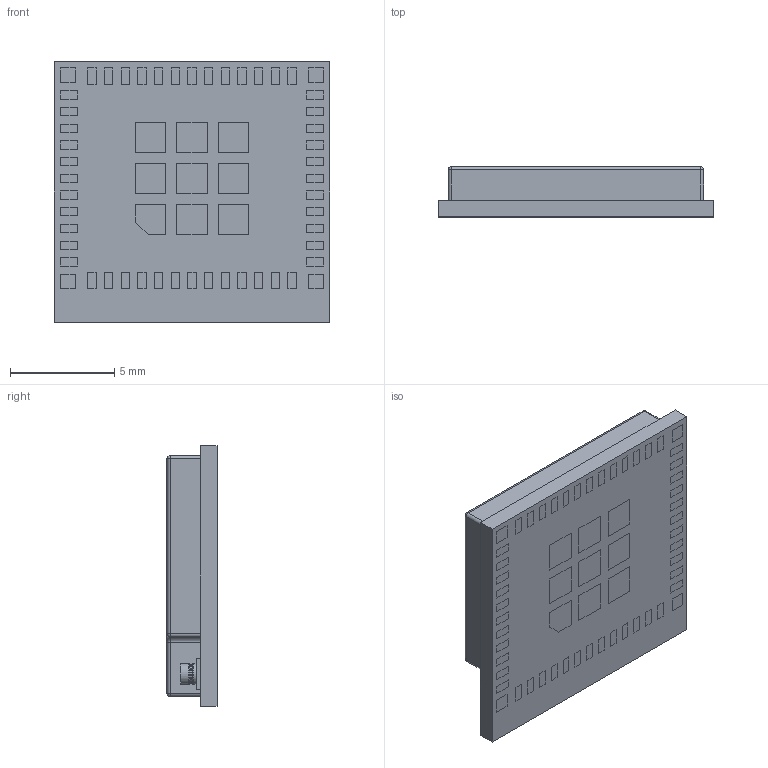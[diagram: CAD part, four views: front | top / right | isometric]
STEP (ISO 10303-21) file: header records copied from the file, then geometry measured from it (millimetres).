
FILE_DESCRIPTION (( 'STEP AP214' ), '1' );
FILE_NAME ('ESP32-C6-MINI-1U-H4.STEP', '2024-06-24T11:48:55', ( '' ), ( '' ), 'SwSTEP 2.0', 'SolidWorks 2022', '' );
FILE_SCHEMA (( 'AUTOMOTIVE_DESIGN' ));
Length unit declared in the file: millimetre
Products named in the file (1): ESP32-C6-MINI-1U-H4
Bounding box: 13.2 x 2.4 x 12.5 mm (x, y, z)
Volume: 162.6 mm3; surface area: 929.1 mm2
Topology: 64 solids, 64 shells, 741 faces, 1619 edges, 1067 vertices
Faces by surface type: plane 704, cylinder 23, torus 9, sphere 5
Entity records: 20427 total; most frequent: CARTESIAN_POINT 3431, ORIENTED_EDGE 3228, DIRECTION 3155, EDGE_CURVE 1614, LINE 1553, VECTOR 1553, VERTEX_POINT 1067, EDGE_LOOP 807
